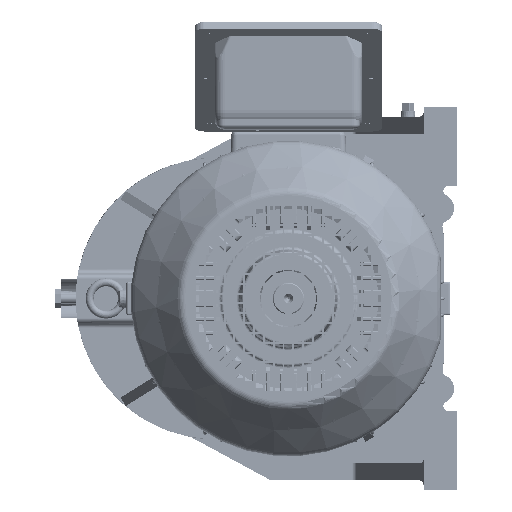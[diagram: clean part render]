
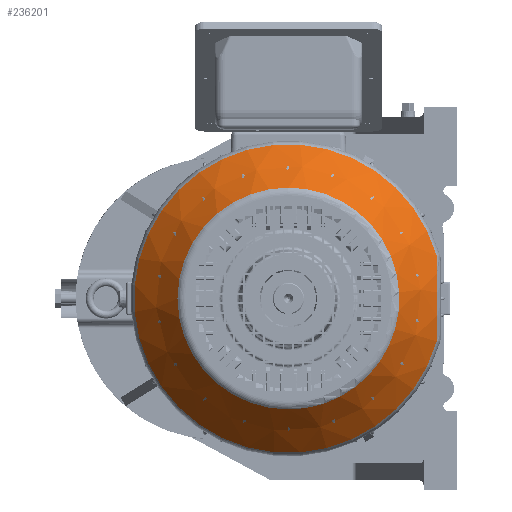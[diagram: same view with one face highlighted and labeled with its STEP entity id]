
A CAD part, left-side view. The second image highlights one B-rep face of the part: STEP entity #236201.
In plain terms, the highlighted conical face has half-angle 40 degrees and reference radius 160.7 mm.
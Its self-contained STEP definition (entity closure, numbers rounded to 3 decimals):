
#22100 = CARTESIAN_POINT ( 'NONE',  ( -529.128, -63.275, 0. ) ) ;
#23446 = DIRECTION ( 'NONE',  ( 0., 0., 1. ) ) ;
#27921 = CARTESIAN_POINT ( 'NONE',  ( -482.518, -214.715, 14.701 ) ) ;
#30003 = ORIENTED_EDGE ( 'NONE', *, *, #163629, .T. ) ;
#32675 = CARTESIAN_POINT ( 'NONE',  ( -483.255, -214.766, 1.753 ) ) ;
#48440 = CARTESIAN_POINT ( 'NONE',  ( -483.072, -214.753, 7.309 ) ) ;
#51313 = CARTESIAN_POINT ( 'NONE',  ( -476.46, -214.316, -43.537 ) ) ;
#51456 = VERTEX_POINT ( 'NONE', #134223 ) ;
#53203 = CARTESIAN_POINT ( 'NONE',  ( -480.344, -214.568, 29.284 ) ) ;
#55580 = CARTESIAN_POINT ( 'NONE',  ( -478.639, -214.455, 36.456 ) ) ;
#63410 = CARTESIAN_POINT ( 'NONE',  ( -472.278, -63.275, 0. ) ) ;
#70538 = ORIENTED_EDGE ( 'NONE', *, *, #106380, .T. ) ;
#77517 = CIRCLE ( 'NONE', #146963, 157.191 ) ;
#79017 = DIRECTION ( 'NONE',  ( -1., 0., 0. ) ) ;
#82944 = AXIS2_PLACEMENT_3D ( 'NONE', #22100, #204696, #155954 ) ;
#95977 = CARTESIAN_POINT ( 'NONE',  ( -476.46, -63.275, 0. ) ) ;
#97289 = FACE_BOUND ( 'NONE', #237392, .T. ) ;
#99664 = DIRECTION ( 'NONE',  ( 0., 0., -1. ) ) ;
#102826 = CARTESIAN_POINT ( 'NONE',  ( -478.637, -214.455, -36.461 ) ) ;
#106380 = EDGE_CURVE ( 'NONE', #214462, #51456, #170535, .T. ) ;
#116608 = FACE_OUTER_BOUND ( 'NONE', #161262, .T. ) ;
#117865 = CARTESIAN_POINT ( 'NONE',  ( -529.128, -63.275, 112.997 ) ) ;
#122616 = VERTEX_POINT ( 'NONE', #117865 ) ;
#133587 = DIRECTION ( 'NONE',  ( 1., 0., 0. ) ) ;
#134223 = CARTESIAN_POINT ( 'NONE',  ( -476.46, -214.316, 43.537 ) ) ;
#140343 = CARTESIAN_POINT ( 'NONE',  ( -483.248, -214.765, -7.517 ) ) ;
#141452 = CONICAL_SURFACE ( 'NONE', #172367, 160.7, 0.698 ) ;
#146963 = AXIS2_PLACEMENT_3D ( 'NONE', #95977, #79017, #23446 ) ;
#155954 = DIRECTION ( 'NONE',  ( 0., 0., 1. ) ) ;
#158510 = CARTESIAN_POINT ( 'NONE',  ( -480.336, -214.568, -29.311 ) ) ;
#161262 = EDGE_LOOP ( 'NONE', ( #30003, #70538 ) ) ;
#163629 = EDGE_CURVE ( 'NONE', #51456, #214462, #77517, .T. ) ;
#170535 = B_SPLINE_CURVE_WITH_KNOTS ( 'NONE', 3,
 ( #212898, #102826, #158510, #232243, #140343, #32675, #211705, #48440, #193602, #27921, #204279, #53203, #55580, #218880 ),
 .UNSPECIFIED., .F., .F.,
 ( 4, 2, 2, 2, 2, 2, 4 ),
 ( 0., 0.022, 0.044, 0.049, 0.055, 0.066, 0.088 ),
 .UNSPECIFIED. ) ;
#172367 = AXIS2_PLACEMENT_3D ( 'NONE', #63410, #133587, #99664 ) ;
#183433 = CIRCLE ( 'NONE', #82944, 112.997 ) ;
#193335 = ORIENTED_EDGE ( 'NONE', *, *, #232484, .T. ) ;
#193602 = CARTESIAN_POINT ( 'NONE',  ( -482.961, -214.746, 9.161 ) ) ;
#204279 = CARTESIAN_POINT ( 'NONE',  ( -482.077, -214.685, 18.367 ) ) ;
#204696 = DIRECTION ( 'NONE',  ( 1., 0., 0. ) ) ;
#211705 = CARTESIAN_POINT ( 'NONE',  ( -483.219, -214.763, 3.606 ) ) ;
#212898 = CARTESIAN_POINT ( 'NONE',  ( -476.46, -214.316, -43.537 ) ) ;
#214462 = VERTEX_POINT ( 'NONE', #51313 ) ;
#218880 = CARTESIAN_POINT ( 'NONE',  ( -476.46, -214.316, 43.537 ) ) ;
#232243 = CARTESIAN_POINT ( 'NONE',  ( -482.641, -214.723, -14.839 ) ) ;
#232484 = EDGE_CURVE ( 'NONE', #122616, #122616, #183433, .T. ) ;
#236201 = ADVANCED_FACE ( 'NONE', ( #97289, #116608 ), #141452, .T. ) ;
#237392 = EDGE_LOOP ( 'NONE', ( #193335 ) ) ;
